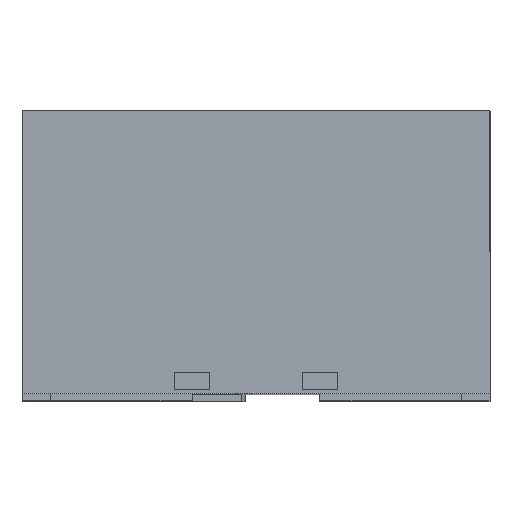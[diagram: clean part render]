
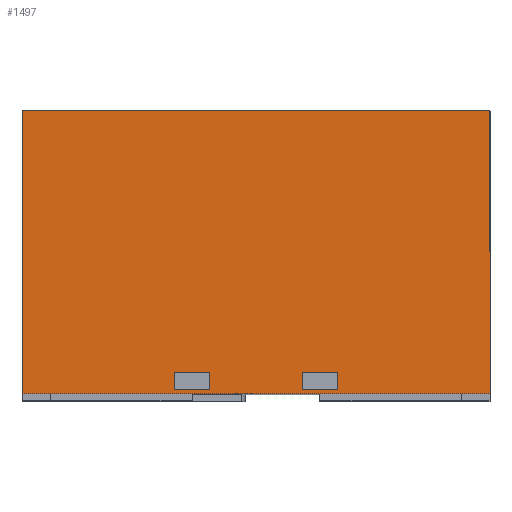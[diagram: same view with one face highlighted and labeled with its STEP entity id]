
A CAD part, top view. The second image highlights one B-rep face of the part: STEP entity #1497.
In plain terms, the highlighted planar face has unit normal (0, 0, 1).
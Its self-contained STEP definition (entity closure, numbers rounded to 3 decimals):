
#44 = EDGE_LOOP ( 'NONE', ( #5078, #5706, #3244, #1654 ) ) ;
#72 = VECTOR ( 'NONE', #4585, 1000. ) ;
#73 = CARTESIAN_POINT ( 'NONE',  ( 1.65, 0.05, 2.25 ) ) ;
#152 = ORIENTED_EDGE ( 'NONE', *, *, #1042, .T. ) ;
#214 = LINE ( 'NONE', #5322, #6006 ) ;
#237 = CARTESIAN_POINT ( 'NONE',  ( -1.65, 2.05, 2.25 ) ) ;
#272 = CARTESIAN_POINT ( 'NONE',  ( 0.575, 0.2, 2.25 ) ) ;
#274 = VERTEX_POINT ( 'NONE', #5204 ) ;
#277 = CARTESIAN_POINT ( 'NONE',  ( 1.65, 2.05, 2.25 ) ) ;
#331 = DIRECTION ( 'NONE',  ( 1., 0., 0. ) ) ;
#471 = VECTOR ( 'NONE', #2673, 1000. ) ;
#559 = CARTESIAN_POINT ( 'NONE',  ( 1.65, 9.68, 2.25 ) ) ;
#570 = CARTESIAN_POINT ( 'NONE',  ( -0.575, 0.2, 2.25 ) ) ;
#684 = CARTESIAN_POINT ( 'NONE',  ( 0.325, 0.08, 2.25 ) ) ;
#777 = LINE ( 'NONE', #272, #3207 ) ;
#788 = LINE ( 'NONE', #2488, #72 ) ;
#876 = EDGE_CURVE ( 'NONE', #1046, #5354, #1416, .T. ) ;
#987 = VECTOR ( 'NONE', #1918, 1000. ) ;
#1042 = EDGE_CURVE ( 'NONE', #274, #5483, #5244, .T. ) ;
#1046 = VERTEX_POINT ( 'NONE', #2005 ) ;
#1048 = DIRECTION ( 'NONE',  ( -1., 0., 0. ) ) ;
#1085 = VECTOR ( 'NONE', #4140, 1000. ) ;
#1101 = VERTEX_POINT ( 'NONE', #2247 ) ;
#1126 = VECTOR ( 'NONE', #2684, 1000. ) ;
#1323 = LINE ( 'NONE', #3430, #987 ) ;
#1416 = LINE ( 'NONE', #3517, #2078 ) ;
#1420 = EDGE_CURVE ( 'NONE', #5984, #4238, #2374, .T. ) ;
#1422 = DIRECTION ( 'NONE',  ( -1., 0., 0. ) ) ;
#1497 = ADVANCED_FACE ( 'NONE', ( #3119, #5162, #6807 ), #3049, .F. ) ;
#1654 = ORIENTED_EDGE ( 'NONE', *, *, #4409, .F. ) ;
#1716 = ORIENTED_EDGE ( 'NONE', *, *, #1818, .F. ) ;
#1792 = VECTOR ( 'NONE', #2925, 1000. ) ;
#1818 = EDGE_CURVE ( 'NONE', #3131, #4512, #1323, .T. ) ;
#1918 = DIRECTION ( 'NONE',  ( -1., 0., 0. ) ) ;
#2005 = CARTESIAN_POINT ( 'NONE',  ( -0.575, 0.08, 2.25 ) ) ;
#2078 = VECTOR ( 'NONE', #5113, 1000. ) ;
#2247 = CARTESIAN_POINT ( 'NONE',  ( -0.325, 0.2, 2.25 ) ) ;
#2267 = CARTESIAN_POINT ( 'NONE',  ( 0.325, 0.2, 2.25 ) ) ;
#2315 = VECTOR ( 'NONE', #331, 1000. ) ;
#2374 = LINE ( 'NONE', #2480, #2315 ) ;
#2480 = CARTESIAN_POINT ( 'NONE',  ( 0.575, 0.08, 2.25 ) ) ;
#2488 = CARTESIAN_POINT ( 'NONE',  ( 0.325, 0.2, 2.25 ) ) ;
#2509 = CARTESIAN_POINT ( 'NONE',  ( -1.65, 9.68, 2.25 ) ) ;
#2558 = ORIENTED_EDGE ( 'NONE', *, *, #3326, .F. ) ;
#2673 = DIRECTION ( 'NONE',  ( 0., -1., 0. ) ) ;
#2674 = EDGE_CURVE ( 'NONE', #4238, #3131, #777, .T. ) ;
#2684 = DIRECTION ( 'NONE',  ( 0., -1., 0. ) ) ;
#2837 = ORIENTED_EDGE ( 'NONE', *, *, #4761, .F. ) ;
#2847 = CARTESIAN_POINT ( 'NONE',  ( -0.325, 0.2, 2.25 ) ) ;
#2866 = AXIS2_PLACEMENT_3D ( 'NONE', #2509, #5721, #1048 ) ;
#2925 = DIRECTION ( 'NONE',  ( 1., 0., 0. ) ) ;
#3049 = PLANE ( 'NONE',  #2866 ) ;
#3118 = EDGE_LOOP ( 'NONE', ( #4944, #1716, #6461, #4621 ) ) ;
#3119 = FACE_BOUND ( 'NONE', #44, .T. ) ;
#3131 = VERTEX_POINT ( 'NONE', #3381 ) ;
#3201 = CARTESIAN_POINT ( 'NONE',  ( -1.65, 0.05, 2.25 ) ) ;
#3207 = VECTOR ( 'NONE', #4909, 1000. ) ;
#3244 = ORIENTED_EDGE ( 'NONE', *, *, #5352, .F. ) ;
#3326 = EDGE_CURVE ( 'NONE', #5888, #5583, #5516, .T. ) ;
#3381 = CARTESIAN_POINT ( 'NONE',  ( 0.575, 0.2, 2.25 ) ) ;
#3430 = CARTESIAN_POINT ( 'NONE',  ( 0.575, 0.2, 2.25 ) ) ;
#3493 = CARTESIAN_POINT ( 'NONE',  ( -0.575, 0.2, 2.25 ) ) ;
#3517 = CARTESIAN_POINT ( 'NONE',  ( -0.575, 0.08, 2.25 ) ) ;
#3655 = EDGE_CURVE ( 'NONE', #3658, #1046, #5310, .T. ) ;
#3658 = VERTEX_POINT ( 'NONE', #6634 ) ;
#3881 = VECTOR ( 'NONE', #5447, 1000. ) ;
#4140 = DIRECTION ( 'NONE',  ( 1., 0., 0. ) ) ;
#4159 = EDGE_CURVE ( 'NONE', #5888, #274, #214, .T. ) ;
#4238 = VERTEX_POINT ( 'NONE', #5602 ) ;
#4409 = EDGE_CURVE ( 'NONE', #5354, #1101, #4995, .T. ) ;
#4512 = VERTEX_POINT ( 'NONE', #2267 ) ;
#4585 = DIRECTION ( 'NONE',  ( 0., -1., 0. ) ) ;
#4621 = ORIENTED_EDGE ( 'NONE', *, *, #1420, .F. ) ;
#4656 = CARTESIAN_POINT ( 'NONE',  ( -1.65, 2.05, 2.25 ) ) ;
#4761 = EDGE_CURVE ( 'NONE', #5583, #5483, #5722, .T. ) ;
#4909 = DIRECTION ( 'NONE',  ( 0., 1., 0. ) ) ;
#4944 = ORIENTED_EDGE ( 'NONE', *, *, #5639, .F. ) ;
#4995 = LINE ( 'NONE', #2847, #3881 ) ;
#5078 = ORIENTED_EDGE ( 'NONE', *, *, #876, .F. ) ;
#5113 = DIRECTION ( 'NONE',  ( 1., 0., 0. ) ) ;
#5134 = VECTOR ( 'NONE', #1422, 1000. ) ;
#5162 = FACE_BOUND ( 'NONE', #3118, .T. ) ;
#5204 = CARTESIAN_POINT ( 'NONE',  ( -1.65, 0.05, 2.25 ) ) ;
#5244 = LINE ( 'NONE', #3201, #1085 ) ;
#5310 = LINE ( 'NONE', #570, #1126 ) ;
#5322 = CARTESIAN_POINT ( 'NONE',  ( -1.65, 9.68, 2.25 ) ) ;
#5352 = EDGE_CURVE ( 'NONE', #1101, #3658, #6693, .T. ) ;
#5354 = VERTEX_POINT ( 'NONE', #6721 ) ;
#5447 = DIRECTION ( 'NONE',  ( 0., 1., 0. ) ) ;
#5483 = VERTEX_POINT ( 'NONE', #73 ) ;
#5516 = LINE ( 'NONE', #237, #1792 ) ;
#5583 = VERTEX_POINT ( 'NONE', #277 ) ;
#5602 = CARTESIAN_POINT ( 'NONE',  ( 0.575, 0.08, 2.25 ) ) ;
#5639 = EDGE_CURVE ( 'NONE', #4512, #5984, #788, .T. ) ;
#5706 = ORIENTED_EDGE ( 'NONE', *, *, #3655, .F. ) ;
#5721 = DIRECTION ( 'NONE',  ( 0., 0., -1. ) ) ;
#5722 = LINE ( 'NONE', #559, #471 ) ;
#5888 = VERTEX_POINT ( 'NONE', #4656 ) ;
#5920 = DIRECTION ( 'NONE',  ( 0., -1., 0. ) ) ;
#5984 = VERTEX_POINT ( 'NONE', #684 ) ;
#6006 = VECTOR ( 'NONE', #5920, 1000. ) ;
#6358 = ORIENTED_EDGE ( 'NONE', *, *, #4159, .T. ) ;
#6461 = ORIENTED_EDGE ( 'NONE', *, *, #2674, .F. ) ;
#6634 = CARTESIAN_POINT ( 'NONE',  ( -0.575, 0.2, 2.25 ) ) ;
#6691 = EDGE_LOOP ( 'NONE', ( #2558, #6358, #152, #2837 ) ) ;
#6693 = LINE ( 'NONE', #3493, #5134 ) ;
#6721 = CARTESIAN_POINT ( 'NONE',  ( -0.325, 0.08, 2.25 ) ) ;
#6807 = FACE_OUTER_BOUND ( 'NONE', #6691, .T. ) ;
